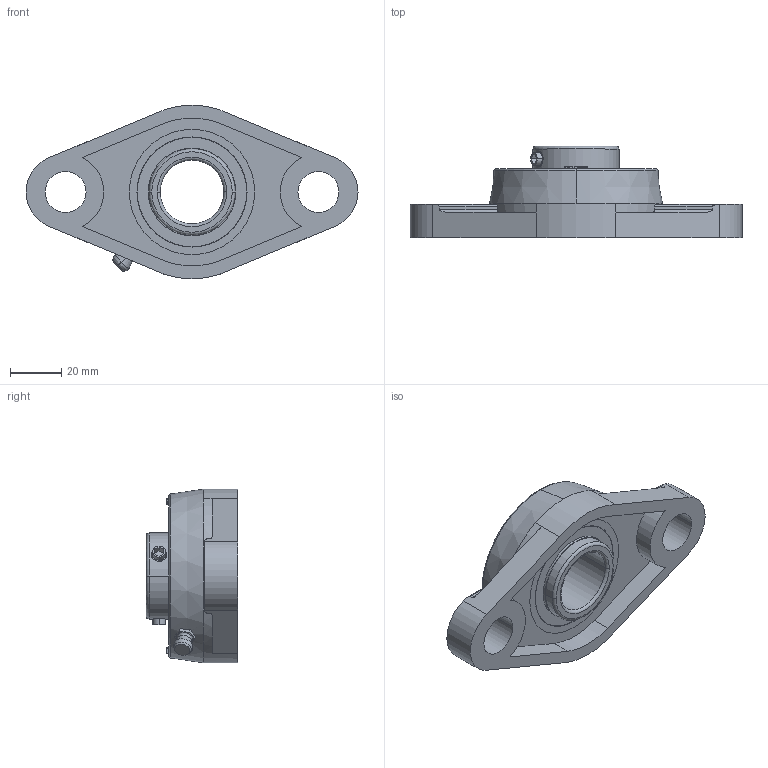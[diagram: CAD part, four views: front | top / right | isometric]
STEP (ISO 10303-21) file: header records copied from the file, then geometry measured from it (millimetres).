
FILE_DESCRIPTION((''),'2;1');
FILE_NAME('UCFL205_ASM','2016-04-21T',('giuseppe.caruso'),(''),'CREO PARAMETRIC BY PTC INC, 2014500','CREO PARAMETRIC BY PTC INC, 2014500','');
FILE_SCHEMA(('CONFIG_CONTROL_DESIGN'));
Length unit declared in the file: millimetre
Products named in the file (4): FL205; UC205; INGRASSATORE; UCFL205_ASM
Assembly tree (3 placements, depth 2):
  UCFL205_ASM
    FL205
    UC205
    INGRASSATORE
Bounding box: 130 x 35.8 x 68 mm (x, y, z)
Volume: 76712.6 mm3; surface area: 44312.9 mm2
Topology: 20 solids, 23 shells, 858 faces, 2291 edges, 1494 vertices
Faces by surface type: plane 646, cylinder 106, bspline 38, cone 28, sphere 22, torus 18
Entity records: 27935 total; most frequent: CARTESIAN_POINT 6530, ORIENTED_EDGE 4492, DIRECTION 4204, EDGE_CURVE 2255, VECTOR 1728, LINE 1728, VERTEX_POINT 1494, AXIS2_PLACEMENT_3D 1238
